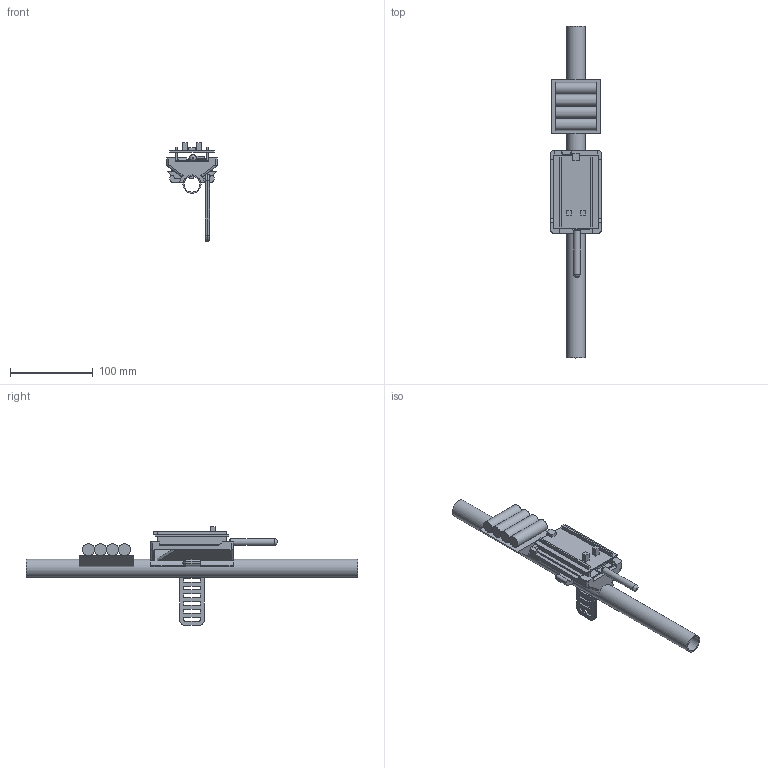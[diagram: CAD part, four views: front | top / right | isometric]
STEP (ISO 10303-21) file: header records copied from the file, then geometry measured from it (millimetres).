
FILE_DESCRIPTION(/* description */ (''),/* implementation_level */ '2;1');
FILE_NAME(/* name */ 'STM32F0 Bracket v26.step',/* time_stamp */ '2021-05-23T12:44:23+02:00',/* author */ (''),/* organization */ (''),/* preprocessor_version */ 'ST-DEVELOPER v18.1',/* originating_system */ 'Autodesk Translation Framework v10.6.0.1341',/* authorisation */ '');
FILE_SCHEMA (('AUTOMOTIVE_DESIGN { 1 0 10303 214 3 1 1 }'));
Length unit declared in the file: millimetre
Products named in the file (7): STM32F0 Bracket; Systeemhouder - STM32F0 Bracket; STM32F0; LoRa; Leiding; Strap - STM32F0 Bracket; Batterijhouder - STM32F0 Bracket
Assembly tree (6 placements, depth 3):
  STM32F0 Bracket
    Systeemhouder - STM32F0 Bracket
    STM32F0
      LoRa
    Leiding
    Strap - STM32F0 Bracket
    Batterijhouder - STM32F0 Bracket
Bounding box: 60.7 x 400 x 119.2 mm (x, y, z)
Volume: 175495.7 mm3; surface area: 131990 mm2
Topology: 23 solids, 23 shells, 319 faces, 792 edges, 506 vertices
Faces by surface type: plane 254, cylinder 52, cone 8, torus 4, bspline 1
Full cylindrical faces by diameter (mm): 8 x1, 19 x1, 22 x1
Entity records: 9734 total; most frequent: CARTESIAN_POINT 1765, ORIENTED_EDGE 1588, DIRECTION 1587, EDGE_CURVE 794, LINE 627, VECTOR 627, VERTEX_POINT 514, AXIS2_PLACEMENT_3D 480
